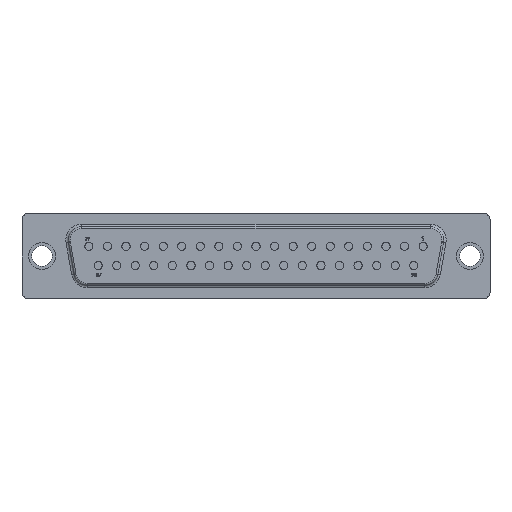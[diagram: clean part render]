
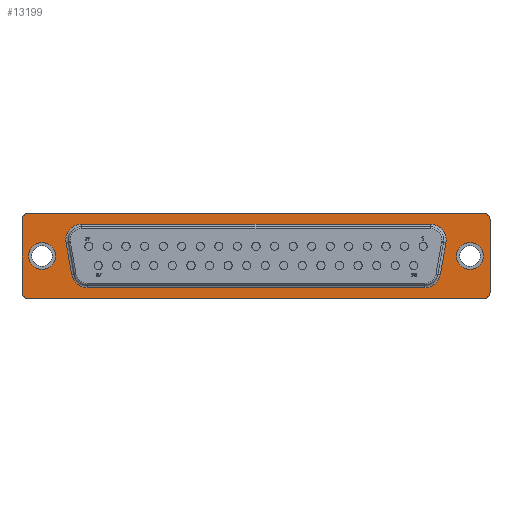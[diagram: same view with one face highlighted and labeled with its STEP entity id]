
A CAD part, top view. The second image highlights one B-rep face of the part: STEP entity #13199.
In plain terms, the highlighted planar face has unit normal (0, 0, 1).
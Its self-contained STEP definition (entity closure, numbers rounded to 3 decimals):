
#528=LINE($,#19490,#2196);
#535=LINE($,#19516,#2203);
#545=LINE($,#19621,#2213);
#550=LINE($,#19645,#2218);
#568=LINE($,#19750,#2236);
#571=LINE($,#19754,#2239);
#576=LINE($,#19763,#2244);
#577=LINE($,#19764,#2245);
#2196=VECTOR($,#15941,10.82);
#2203=VECTOR($,#15970,4.823);
#2213=VECTOR($,#16060,4.823);
#2218=VECTOR($,#16085,10.82);
#2236=VECTOR($,#16165,67.793);
#2239=VECTOR($,#16170,51.864);
#2244=VECTOR($,#16183,67.793);
#2245=VECTOR($,#16184,50.188);
#3672=PLANE($,#14211);
#4190=FACE_BOUND($,#5409,.T.);
#4191=FACE_BOUND($,#5410,.T.);
#4192=FACE_BOUND($,#5411,.T.);
#4541=FACE_OUTER_BOUND($,#5408,.T.);
#5408=EDGE_LOOP($,(#10466,#10467,#10468,#10469,#10470,#10471,#10472,#10473));
#5409=EDGE_LOOP($,(#10474,#10475,#10476,#10477,#10478,#10479,#10480,#10481));
#5410=EDGE_LOOP($,(#10482));
#5411=EDGE_LOOP($,(#10483));
#5931=CIRCLE($,#14112,0.889);
#5933=CIRCLE($,#14116,0.889);
#5938=CIRCLE($,#14124,2.337);
#5940=CIRCLE($,#14128,2.337);
#5949=CIRCLE($,#14142,2.);
#5951=CIRCLE($,#14145,2.);
#5961=CIRCLE($,#14161,2.337);
#5967=CIRCLE($,#14169,2.337);
#5969=CIRCLE($,#14173,0.889);
#5971=CIRCLE($,#14177,0.889);
#6423=VERTEX_POINT($,#19480);
#6424=VERTEX_POINT($,#19481);
#6427=VERTEX_POINT($,#19489);
#6429=VERTEX_POINT($,#19495);
#6433=VERTEX_POINT($,#19509);
#6434=VERTEX_POINT($,#19511);
#6435=VERTEX_POINT($,#19515);
#6436=VERTEX_POINT($,#19519);
#6443=VERTEX_POINT($,#19556);
#6445=VERTEX_POINT($,#19561);
#6458=VERTEX_POINT($,#19609);
#6459=VERTEX_POINT($,#19611);
#6461=VERTEX_POINT($,#19617);
#6463=VERTEX_POINT($,#19623);
#6467=VERTEX_POINT($,#19635);
#6468=VERTEX_POINT($,#19636);
#6471=VERTEX_POINT($,#19644);
#6473=VERTEX_POINT($,#19650);
#7843=EDGE_CURVE($,#6423,#6424,#5931,.T.);
#7847=EDGE_CURVE($,#6427,#6423,#528,.T.);
#7850=EDGE_CURVE($,#6429,#6427,#5933,.T.);
#7859=EDGE_CURVE($,#6434,#6433,#5938,.T.);
#7860=EDGE_CURVE($,#6433,#6435,#535,.T.);
#7862=EDGE_CURVE($,#6435,#6436,#5940,.T.);
#7874=EDGE_CURVE($,#6443,#6443,#5949,.T.);
#7876=EDGE_CURVE($,#6445,#6445,#5951,.T.);
#7893=EDGE_CURVE($,#6458,#6459,#5961,.T.);
#7898=EDGE_CURVE($,#6459,#6461,#545,.T.);
#7901=EDGE_CURVE($,#6461,#6463,#5967,.T.);
#7905=EDGE_CURVE($,#6467,#6468,#5969,.T.);
#7909=EDGE_CURVE($,#6468,#6471,#550,.T.);
#7912=EDGE_CURVE($,#6471,#6473,#5971,.T.);
#7945=EDGE_CURVE($,#6473,#6429,#568,.T.);
#7948=EDGE_CURVE($,#6436,#6458,#571,.T.);
#7953=EDGE_CURVE($,#6424,#6467,#576,.T.);
#7954=EDGE_CURVE($,#6463,#6434,#577,.T.);
#10466=ORIENTED_EDGE($,*,*,#7953,.F.);
#10467=ORIENTED_EDGE($,*,*,#7843,.F.);
#10468=ORIENTED_EDGE($,*,*,#7847,.F.);
#10469=ORIENTED_EDGE($,*,*,#7850,.F.);
#10470=ORIENTED_EDGE($,*,*,#7945,.F.);
#10471=ORIENTED_EDGE($,*,*,#7912,.F.);
#10472=ORIENTED_EDGE($,*,*,#7909,.F.);
#10473=ORIENTED_EDGE($,*,*,#7905,.F.);
#10474=ORIENTED_EDGE($,*,*,#7954,.F.);
#10475=ORIENTED_EDGE($,*,*,#7901,.F.);
#10476=ORIENTED_EDGE($,*,*,#7898,.F.);
#10477=ORIENTED_EDGE($,*,*,#7893,.F.);
#10478=ORIENTED_EDGE($,*,*,#7948,.F.);
#10479=ORIENTED_EDGE($,*,*,#7862,.F.);
#10480=ORIENTED_EDGE($,*,*,#7860,.F.);
#10481=ORIENTED_EDGE($,*,*,#7859,.F.);
#10482=ORIENTED_EDGE($,*,*,#7874,.T.);
#10483=ORIENTED_EDGE($,*,*,#7876,.T.);
#13199=ADVANCED_FACE($,(#4541,#4190,#4191,#4192),#3672,.T.);
#14112=AXIS2_PLACEMENT_3D($,#19482,#15933,#15934);
#14116=AXIS2_PLACEMENT_3D($,#19496,#15946,#15947);
#14124=AXIS2_PLACEMENT_3D($,#19513,#15966,#15967);
#14128=AXIS2_PLACEMENT_3D($,#19520,#15975,#15976);
#14142=AXIS2_PLACEMENT_3D($,#19557,#16005,#16006);
#14145=AXIS2_PLACEMENT_3D($,#19562,#16011,#16012);
#14161=AXIS2_PLACEMENT_3D($,#19612,#16049,#16050);
#14169=AXIS2_PLACEMENT_3D($,#19627,#16067,#16068);
#14173=AXIS2_PLACEMENT_3D($,#19637,#16077,#16078);
#14177=AXIS2_PLACEMENT_3D($,#19651,#16090,#16091);
#14211=AXIS2_PLACEMENT_3D($,#19762,#16181,#16182);
#15933=DIRECTION('center_axis',(0.,0.,-1.));
#15934=DIRECTION('ref_axis',(0.707,-0.707,0.));
#15941=DIRECTION($,(0.,-1.,0.));
#15946=DIRECTION('center_axis',(0.,0.,-1.));
#15947=DIRECTION('ref_axis',(0.707,0.707,0.));
#15966=DIRECTION('center_axis',(0.,0.,
1.));
#15967=DIRECTION('ref_axis',(0.643,-0.766,0.));
#15970=DIRECTION($,(0.174,0.985,0.));
#15975=DIRECTION('center_axis',(0.,0.,
1.));
#15976=DIRECTION('ref_axis',(0.766,0.643,0.));
#16005=DIRECTION('center_axis',(0.,0.,
-1.));
#16006=DIRECTION('ref_axis',(1.,0.,0.));
#16011=DIRECTION('center_axis',(0.,0.,
-1.));
#16012=DIRECTION('ref_axis',(1.,0.,0.));
#16049=DIRECTION('center_axis',(0.,0.,
1.));
#16050=DIRECTION('ref_axis',(-0.766,0.643,0.));
#16060=DIRECTION($,(0.174,-0.985,0.));
#16067=DIRECTION('center_axis',(0.,0.,
1.));
#16068=DIRECTION('ref_axis',(-0.643,-0.766,0.));
#16077=DIRECTION('center_axis',(0.,0.,-1.));
#16078=DIRECTION('ref_axis',(-0.707,-0.707,0.));
#16085=DIRECTION($,(0.,1.,0.));
#16090=DIRECTION('center_axis',(0.,0.,-1.));
#16091=DIRECTION('ref_axis',(-0.707,0.707,0.));
#16165=DIRECTION($,(1.,0.,0.));
#16170=DIRECTION($,(-1.,0.,0.));
#16181=DIRECTION('center_axis',(0.,0.,
1.));
#16182=DIRECTION('ref_axis',(1.,0.,0.));
#16183=DIRECTION($,(-1.,0.,0.));
#16184=DIRECTION($,(1.,0.,0.));
#19480=CARTESIAN_POINT('',(34.786,-5.41,5.753));
#19481=CARTESIAN_POINT('',(33.897,-6.299,5.753));
#19482=CARTESIAN_POINT('Origin',(33.897,-5.41,5.753));
#19489=CARTESIAN_POINT('',(34.786,5.41,5.753));
#19490=CARTESIAN_POINT($,(34.786,5.41,5.753));
#19495=CARTESIAN_POINT('',(33.897,6.299,5.753));
#19496=CARTESIAN_POINT('Origin',(33.897,5.41,5.753));
#19509=CARTESIAN_POINT('',(27.396,-2.781,5.753));
#19511=CARTESIAN_POINT('',(25.095,-4.712,5.753));
#19513=CARTESIAN_POINT('Origin',(25.095,-2.375,5.753));
#19515=CARTESIAN_POINT('',(28.234,1.969,5.753));
#19516=CARTESIAN_POINT($,(27.345,-3.068,5.753));
#19519=CARTESIAN_POINT('',(25.933,4.712,5.753));
#19520=CARTESIAN_POINT('Origin',(25.933,2.375,5.753));
#19556=CARTESIAN_POINT('',(29.801,0.,5.753));
#19557=CARTESIAN_POINT('Origin',(31.801,0.,
5.753));
#19561=CARTESIAN_POINT('',(-33.8,0.,5.753));
#19562=CARTESIAN_POINT('Origin',(-31.8,0.,5.753));
#19609=CARTESIAN_POINT('',(-25.932,4.712,5.753));
#19611=CARTESIAN_POINT('',(-28.233,1.969,5.753));
#19612=CARTESIAN_POINT('Origin',(-25.932,2.375,5.753));
#19617=CARTESIAN_POINT('',(-27.395,-2.781,5.753));
#19621=CARTESIAN_POINT($,(-27.763,-0.693,5.753));
#19623=CARTESIAN_POINT('',(-25.094,-4.712,5.753));
#19627=CARTESIAN_POINT('Origin',(-25.094,-2.375,5.753));
#19635=CARTESIAN_POINT('',(-33.896,-6.299,5.753));
#19636=CARTESIAN_POINT('',(-34.785,-5.41,5.753));
#19637=CARTESIAN_POINT('Origin',(-33.896,-5.41,5.753));
#19644=CARTESIAN_POINT('',(-34.785,5.41,5.753));
#19645=CARTESIAN_POINT($,(-34.785,-5.41,5.753));
#19650=CARTESIAN_POINT('',(-33.896,6.299,5.753));
#19651=CARTESIAN_POINT('Origin',(-33.896,5.41,5.753));
#19750=CARTESIAN_POINT($,(-25.615,6.299,5.753));
#19754=CARTESIAN_POINT($,(0.546,4.712,5.753));
#19762=CARTESIAN_POINT('Origin',(0.001,0.,
5.753));
#19763=CARTESIAN_POINT($,(25.616,-6.299,5.753));
#19764=CARTESIAN_POINT($,(-0.126,-4.712,5.753));
